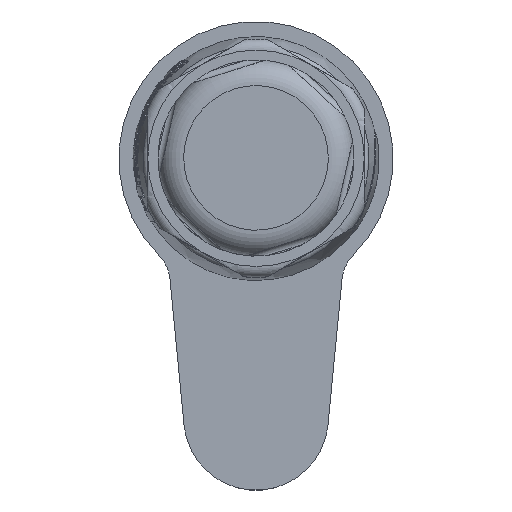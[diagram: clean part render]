
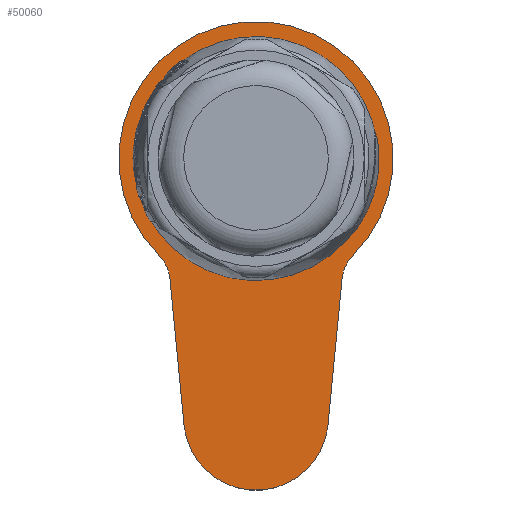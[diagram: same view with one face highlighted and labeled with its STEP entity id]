
A CAD part, top view. The second image highlights one B-rep face of the part: STEP entity #50060.
In plain terms, the highlighted planar face has unit normal (0, 0, 1).
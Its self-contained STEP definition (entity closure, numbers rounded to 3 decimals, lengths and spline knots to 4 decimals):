
#5599=LINE('',#86392,#8227);
#5600=LINE('',#86399,#8228);
#8227=VECTOR('',#61418,1.);
#8228=VECTOR('',#61425,1.);
#10750=FACE_OUTER_BOUND('',#13498,.T.);
#13498=EDGE_LOOP('',(#36947,#36948,#36949,#36950,#36951,#36952));
#15781=CIRCLE('',#53380,1.2);
#15782=CIRCLE('',#53381,0.6);
#15783=CIRCLE('',#53382,2.275);
#15784=CIRCLE('',#53383,0.6);
#19719=VERTEX_POINT('',#86388);
#19720=VERTEX_POINT('',#86389);
#19721=VERTEX_POINT('',#86391);
#19722=VERTEX_POINT('',#86393);
#19723=VERTEX_POINT('',#86395);
#19724=VERTEX_POINT('',#86397);
#25885=EDGE_CURVE('',#19719,#19720,#15781,.T.);
#25886=EDGE_CURVE('',#19720,#19721,#5599,.T.);
#25887=EDGE_CURVE('',#19721,#19722,#15782,.T.);
#25888=EDGE_CURVE('',#19722,#19723,#15783,.T.);
#25889=EDGE_CURVE('',#19723,#19724,#15784,.T.);
#25890=EDGE_CURVE('',#19724,#19719,#5600,.T.);
#36947=ORIENTED_EDGE('',*,*,#25885,.T.);
#36948=ORIENTED_EDGE('',*,*,#25886,.T.);
#36949=ORIENTED_EDGE('',*,*,#25887,.T.);
#36950=ORIENTED_EDGE('',*,*,#25888,.T.);
#36951=ORIENTED_EDGE('',*,*,#25889,.T.);
#36952=ORIENTED_EDGE('',*,*,#25890,.T.);
#45566=PLANE('',#53379);
#50060=ADVANCED_FACE('',(#10750),#45566,.T.);
#53379=AXIS2_PLACEMENT_3D('',#86387,#61414,#61415);
#53380=AXIS2_PLACEMENT_3D('',#86390,#61416,#61417);
#53381=AXIS2_PLACEMENT_3D('',#86394,#61419,#61420);
#53382=AXIS2_PLACEMENT_3D('',#86396,#61421,#61422);
#53383=AXIS2_PLACEMENT_3D('',#86398,#61423,#61424);
#61414=DIRECTION('center_axis',(0.,0.,
1.));
#61415=DIRECTION('ref_axis',(1.,0.,0.));
#61416=DIRECTION('center_axis',(0.,0.,
1.));
#61417=DIRECTION('ref_axis',(-0.995,-0.096,0.));
#61418=DIRECTION('',(0.096,0.995,0.));
#61419=DIRECTION('center_axis',(0.,0.,
-1.));
#61420=DIRECTION('ref_axis',(0.704,-0.71,0.));
#61421=DIRECTION('center_axis',(0.,0.,
1.));
#61422=DIRECTION('ref_axis',(0.704,-0.71,0.));
#61423=DIRECTION('center_axis',(0.,0.,
-1.));
#61424=DIRECTION('ref_axis',(-0.995,-0.096,0.));
#61425=DIRECTION('',(0.096,-0.995,0.));
#86387=CARTESIAN_POINT('Origin',(0.,-1.5318,
2.535));
#86388=CARTESIAN_POINT('',(-1.1945,-4.4147,2.535));
#86389=CARTESIAN_POINT('',(1.1945,-4.4147,2.535));
#86390=CARTESIAN_POINT('Origin',(0.,-4.3,2.535));
#86391=CARTESIAN_POINT('',(1.4279,-1.9834,2.535));
#86392=CARTESIAN_POINT('',(1.1945,-4.4147,2.535));
#86393=CARTESIAN_POINT('',(1.6025,-1.6148,2.535));
#86394=CARTESIAN_POINT('Origin',(2.0251,-2.0407,2.535));
#86395=CARTESIAN_POINT('',(-1.6025,-1.6148,2.535));
#86396=CARTESIAN_POINT('Origin',(0.,0.,
2.535));
#86397=CARTESIAN_POINT('',(-1.4279,-1.9834,2.535));
#86398=CARTESIAN_POINT('Origin',(-2.0251,-2.0407,2.535));
#86399=CARTESIAN_POINT('',(-1.4279,-1.9834,2.535));
